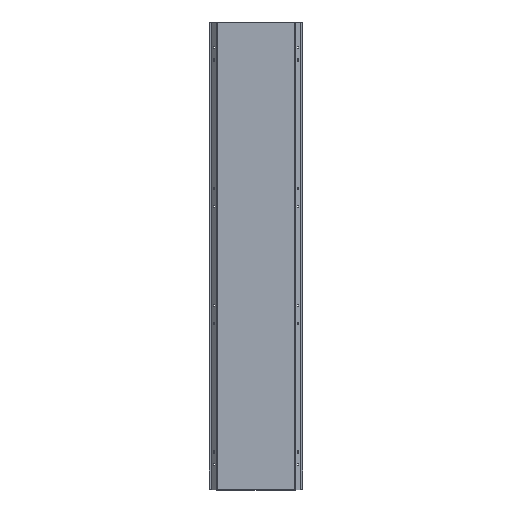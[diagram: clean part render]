
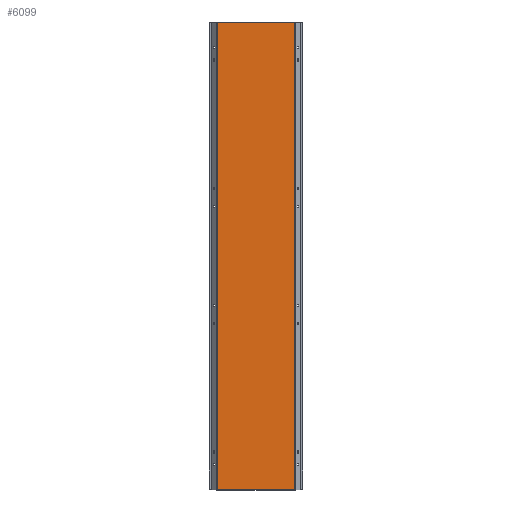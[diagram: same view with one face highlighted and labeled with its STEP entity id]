
A CAD part, top view. The second image highlights one B-rep face of the part: STEP entity #6099.
In plain terms, the highlighted planar face has unit normal (0, 0, 1).
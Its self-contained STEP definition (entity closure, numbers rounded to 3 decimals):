
#196 = CARTESIAN_POINT ( 'NONE',  ( -161.5, -970.5, 0. ) ) ;
#460 = PLANE ( 'NONE',  #1238 ) ;
#714 = DIRECTION ( 'NONE',  ( 0., -1., 0. ) ) ;
#832 = LINE ( 'NONE', #7043, #3724 ) ;
#836 = EDGE_CURVE ( 'NONE', #1721, #3793, #4578, .T. ) ;
#1031 = CARTESIAN_POINT ( 'NONE',  ( -161.5, -970.5, 0. ) ) ;
#1045 = DIRECTION ( 'NONE',  ( -1., 0., 0. ) ) ;
#1238 = AXIS2_PLACEMENT_3D ( 'NONE', #7335, #5587, #1045 ) ;
#1420 = LINE ( 'NONE', #196, #5797 ) ;
#1445 = CARTESIAN_POINT ( 'NONE',  ( 161.5, 970.5, 0. ) ) ;
#1721 = VERTEX_POINT ( 'NONE', #1445 ) ;
#2230 = CARTESIAN_POINT ( 'NONE',  ( -161.5, 970.5, 0. ) ) ;
#2638 = VERTEX_POINT ( 'NONE', #4531 ) ;
#3081 = VECTOR ( 'NONE', #5573, 1000. ) ;
#3152 = LINE ( 'NONE', #4918, #4305 ) ;
#3652 = ORIENTED_EDGE ( 'NONE', *, *, #836, .T. ) ;
#3724 = VECTOR ( 'NONE', #5337, 1000. ) ;
#3793 = VERTEX_POINT ( 'NONE', #5838 ) ;
#4148 = ORIENTED_EDGE ( 'NONE', *, *, #6960, .T. ) ;
#4305 = VECTOR ( 'NONE', #5404, 1000. ) ;
#4441 = FACE_OUTER_BOUND ( 'NONE', #5160, .T. ) ;
#4531 = CARTESIAN_POINT ( 'NONE',  ( 161.5, -970.5, 0. ) ) ;
#4578 = LINE ( 'NONE', #2230, #3081 ) ;
#4918 = CARTESIAN_POINT ( 'NONE',  ( 161.5, -970.5, 0. ) ) ;
#5160 = EDGE_LOOP ( 'NONE', ( #7109, #3652, #4148, #6017 ) ) ;
#5224 = EDGE_CURVE ( 'NONE', #2638, #1721, #3152, .T. ) ;
#5337 = DIRECTION ( 'NONE',  ( 1., 0., 0. ) ) ;
#5404 = DIRECTION ( 'NONE',  ( 0., 1., 0. ) ) ;
#5573 = DIRECTION ( 'NONE',  ( -1., 0., 0. ) ) ;
#5587 = DIRECTION ( 'NONE',  ( 0., 0., -1. ) ) ;
#5797 = VECTOR ( 'NONE', #714, 1000. ) ;
#5838 = CARTESIAN_POINT ( 'NONE',  ( -161.5, 970.5, 0. ) ) ;
#5893 = EDGE_CURVE ( 'NONE', #7200, #2638, #832, .T. ) ;
#6017 = ORIENTED_EDGE ( 'NONE', *, *, #5893, .T. ) ;
#6099 = ADVANCED_FACE ( 'NONE', ( #4441 ), #460, .F. ) ;
#6960 = EDGE_CURVE ( 'NONE', #3793, #7200, #1420, .T. ) ;
#7043 = CARTESIAN_POINT ( 'NONE',  ( -161.5, -970.5, 0. ) ) ;
#7109 = ORIENTED_EDGE ( 'NONE', *, *, #5224, .T. ) ;
#7200 = VERTEX_POINT ( 'NONE', #1031 ) ;
#7335 = CARTESIAN_POINT ( 'NONE',  ( 0., 0., 0. ) ) ;
